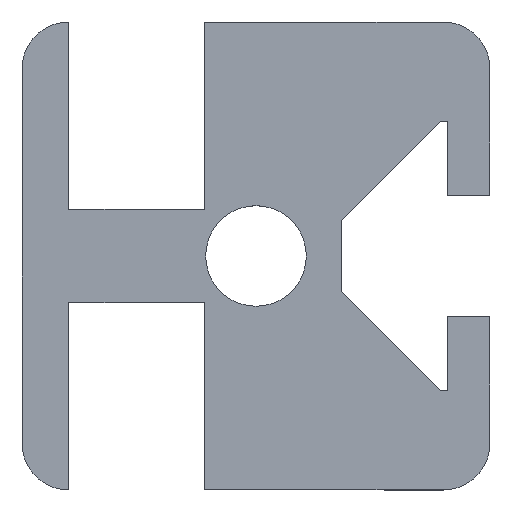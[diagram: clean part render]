
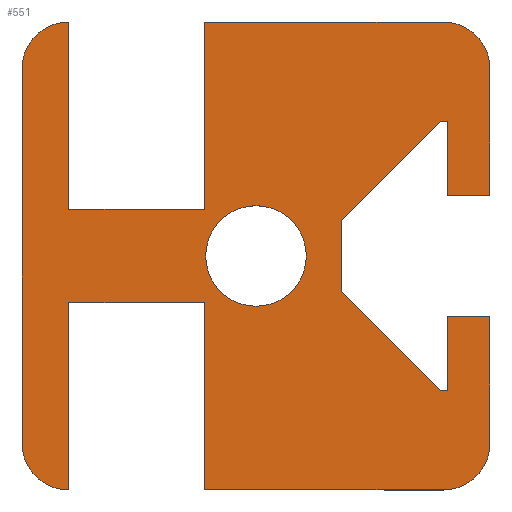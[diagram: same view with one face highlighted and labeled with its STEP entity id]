
A CAD part, top view. The second image highlights one B-rep face of the part: STEP entity #551.
In plain terms, the highlighted planar face has unit normal (0, 0, 1).
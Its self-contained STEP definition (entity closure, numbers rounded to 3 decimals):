
#60=CARTESIAN_POINT('',(8.,10.,0.5));
#61=VERTEX_POINT('',#60);
#68=CARTESIAN_POINT('',(10.,8.,0.5));
#69=VERTEX_POINT('',#68);
#70=CARTESIAN_POINT('',(8.,8.,0.5));
#71=DIRECTION('',(0.0,0.0,-1.));
#72=DIRECTION('',(0.707,0.707,0.0));
#73=AXIS2_PLACEMENT_3D('',#70,#71,#72);
#74=CIRCLE('',#73,2.);
#75=EDGE_CURVE('',#61,#69,#74,.T.);
#100=CARTESIAN_POINT('',(-2.2,10.0,0.5));
#101=VERTEX_POINT('',#100);
#108=CARTESIAN_POINT('',(-2.2,10.0,0.5));
#109=DIRECTION('',(1.0,0.0,0.0));
#110=VECTOR('',#109,10.2);
#111=LINE('',#108,#110);
#112=EDGE_CURVE('',#101,#61,#111,.T.);
#321=CARTESIAN_POINT('',(10.,-8.,0.5));
#322=VERTEX_POINT('',#321);
#329=CARTESIAN_POINT('',(8.,-10.,0.5));
#330=VERTEX_POINT('',#329);
#331=CARTESIAN_POINT('',(8.,-8.,0.5));
#332=DIRECTION('',(0.0,0.0,-1.));
#333=DIRECTION('',(0.707,-0.707,0.0));
#334=AXIS2_PLACEMENT_3D('',#331,#332,#333);
#335=CIRCLE('',#334,2.);
#336=EDGE_CURVE('',#322,#330,#335,.T.);
#353=CARTESIAN_POINT('',(-2.2,-10.0,0.5));
#354=VERTEX_POINT('',#353);
#355=CARTESIAN_POINT('',(8.,-10.,0.5));
#356=DIRECTION('',(-1.0,0.0,0.0));
#357=VECTOR('',#356,10.2);
#358=LINE('',#355,#357);
#359=EDGE_CURVE('',#330,#354,#358,.T.);
#371=CARTESIAN_POINT('',(0.,0.,0.5));
#372=DIRECTION('',(0.0,0.0,1.0));
#373=DIRECTION('',(1.0,0.0,0.0));
#374=AXIS2_PLACEMENT_3D('',#371,#372,#373);
#375=PLANE('',#374);
#376=ORIENTED_EDGE('',*,*,#75,.F.);
#377=ORIENTED_EDGE('',*,*,#112,.F.);
#378=CARTESIAN_POINT('',(-2.2,2.,0.5));
#379=VERTEX_POINT('',#378);
#380=CARTESIAN_POINT('',(-2.2,10.0,0.5));
#381=DIRECTION('',(0.0,-1.0,0.0));
#382=VECTOR('',#381,8.);
#383=LINE('',#380,#382);
#384=EDGE_CURVE('',#101,#379,#383,.T.);
#385=ORIENTED_EDGE('',*,*,#384,.T.);
#386=CARTESIAN_POINT('',(-8.,2.,0.5));
#387=VERTEX_POINT('',#386);
#388=CARTESIAN_POINT('',(-2.2,2.,0.5));
#389=DIRECTION('',(-1.0,0.0,0.0));
#390=VECTOR('',#389,5.8);
#391=LINE('',#388,#390);
#392=EDGE_CURVE('',#379,#387,#391,.T.);
#393=ORIENTED_EDGE('',*,*,#392,.T.);
#394=CARTESIAN_POINT('',(-8.,10.0,0.5));
#395=VERTEX_POINT('',#394);
#396=CARTESIAN_POINT('',(-8.,2.,0.5));
#397=DIRECTION('',(0.0,1.0,0.0));
#398=VECTOR('',#397,8.0);
#399=LINE('',#396,#398);
#400=EDGE_CURVE('',#387,#395,#399,.T.);
#401=ORIENTED_EDGE('',*,*,#400,.T.);
#402=CARTESIAN_POINT('',(-10.,8.0,0.5));
#403=VERTEX_POINT('',#402);
#404=CARTESIAN_POINT('',(-8.,8.0,0.5));
#405=DIRECTION('',(0.0,0.0,-1.));
#406=DIRECTION('',(-0.707,0.707,0.0));
#407=AXIS2_PLACEMENT_3D('',#404,#405,#406);
#408=CIRCLE('',#407,2.);
#409=EDGE_CURVE('',#403,#395,#408,.T.);
#410=ORIENTED_EDGE('',*,*,#409,.F.);
#411=CARTESIAN_POINT('',(-10.,-8.0,0.5));
#412=VERTEX_POINT('',#411);
#413=CARTESIAN_POINT('',(-10.,-8.0,0.5));
#414=DIRECTION('',(0.0,1.0,0.0));
#415=VECTOR('',#414,16.0);
#416=LINE('',#413,#415);
#417=EDGE_CURVE('',#412,#403,#416,.T.);
#418=ORIENTED_EDGE('',*,*,#417,.F.);
#419=CARTESIAN_POINT('',(-8.,-10.0,0.5));
#420=VERTEX_POINT('',#419);
#421=CARTESIAN_POINT('',(-8.,-8.0,0.5));
#422=DIRECTION('',(0.0,0.0,-1.));
#423=DIRECTION('',(-0.707,-0.707,0.0));
#424=AXIS2_PLACEMENT_3D('',#421,#422,#423);
#425=CIRCLE('',#424,2.);
#426=EDGE_CURVE('',#420,#412,#425,.T.);
#427=ORIENTED_EDGE('',*,*,#426,.F.);
#428=CARTESIAN_POINT('',(-8.,-2.,0.5));
#429=VERTEX_POINT('',#428);
#430=CARTESIAN_POINT('',(-8.,-10.0,0.5));
#431=DIRECTION('',(0.0,1.0,0.0));
#432=VECTOR('',#431,8.0);
#433=LINE('',#430,#432);
#434=EDGE_CURVE('',#420,#429,#433,.T.);
#435=ORIENTED_EDGE('',*,*,#434,.T.);
#436=CARTESIAN_POINT('',(-2.2,-2.,0.5));
#437=VERTEX_POINT('',#436);
#438=CARTESIAN_POINT('',(-8.,-2.,0.5));
#439=DIRECTION('',(1.0,0.0,0.0));
#440=VECTOR('',#439,5.8);
#441=LINE('',#438,#440);
#442=EDGE_CURVE('',#429,#437,#441,.T.);
#443=ORIENTED_EDGE('',*,*,#442,.T.);
#444=CARTESIAN_POINT('',(-2.2,-2.,0.5));
#445=DIRECTION('',(0.0,-1.0,0.0));
#446=VECTOR('',#445,8.);
#447=LINE('',#444,#446);
#448=EDGE_CURVE('',#437,#354,#447,.T.);
#449=ORIENTED_EDGE('',*,*,#448,.T.);
#450=ORIENTED_EDGE('',*,*,#359,.F.);
#451=ORIENTED_EDGE('',*,*,#336,.F.);
#452=CARTESIAN_POINT('',(10.,-2.6,0.5));
#453=VERTEX_POINT('',#452);
#454=CARTESIAN_POINT('',(10.,-2.6,0.5));
#455=DIRECTION('',(0.0,-1.0,0.0));
#456=VECTOR('',#455,5.4);
#457=LINE('',#454,#456);
#458=EDGE_CURVE('',#453,#322,#457,.T.);
#459=ORIENTED_EDGE('',*,*,#458,.F.);
#460=CARTESIAN_POINT('',(8.2,-2.6,0.5));
#461=VERTEX_POINT('',#460);
#462=CARTESIAN_POINT('',(10.,-2.6,0.5));
#463=DIRECTION('',(-1.0,0.0,0.0));
#464=VECTOR('',#463,1.8);
#465=LINE('',#462,#464);
#466=EDGE_CURVE('',#453,#461,#465,.T.);
#467=ORIENTED_EDGE('',*,*,#466,.T.);
#468=CARTESIAN_POINT('',(8.2,-5.75,0.5));
#469=VERTEX_POINT('',#468);
#470=CARTESIAN_POINT('',(8.2,-2.6,0.5));
#471=DIRECTION('',(0.0,-1.0,0.0));
#472=VECTOR('',#471,3.15);
#473=LINE('',#470,#472);
#474=EDGE_CURVE('',#461,#469,#473,.T.);
#475=ORIENTED_EDGE('',*,*,#474,.T.);
#476=CARTESIAN_POINT('',(7.9,-5.75,0.5));
#477=VERTEX_POINT('',#476);
#478=CARTESIAN_POINT('',(8.2,-5.75,0.5));
#479=DIRECTION('',(-1.0,0.0,0.0));
#480=VECTOR('',#479,0.3);
#481=LINE('',#478,#480);
#482=EDGE_CURVE('',#469,#477,#481,.T.);
#483=ORIENTED_EDGE('',*,*,#482,.T.);
#484=CARTESIAN_POINT('',(3.65,-1.5,0.5));
#485=VERTEX_POINT('',#484);
#486=CARTESIAN_POINT('',(7.9,-5.75,0.5));
#487=DIRECTION('',(-0.707,0.707,0.0));
#488=VECTOR('',#487,6.01);
#489=LINE('',#486,#488);
#490=EDGE_CURVE('',#477,#485,#489,.T.);
#491=ORIENTED_EDGE('',*,*,#490,.T.);
#492=CARTESIAN_POINT('',(3.65,1.5,0.5));
#493=VERTEX_POINT('',#492);
#494=CARTESIAN_POINT('',(3.65,-1.5,0.5));
#495=DIRECTION('',(0.0,1.0,0.0));
#496=VECTOR('',#495,3.);
#497=LINE('',#494,#496);
#498=EDGE_CURVE('',#485,#493,#497,.T.);
#499=ORIENTED_EDGE('',*,*,#498,.T.);
#500=CARTESIAN_POINT('',(7.9,5.75,0.5));
#501=VERTEX_POINT('',#500);
#502=CARTESIAN_POINT('',(3.65,1.5,0.5));
#503=DIRECTION('',(0.707,0.707,0.0));
#504=VECTOR('',#503,6.01);
#505=LINE('',#502,#504);
#506=EDGE_CURVE('',#493,#501,#505,.T.);
#507=ORIENTED_EDGE('',*,*,#506,.T.);
#508=CARTESIAN_POINT('',(8.2,5.75,0.5));
#509=VERTEX_POINT('',#508);
#510=CARTESIAN_POINT('',(7.9,5.75,0.5));
#511=DIRECTION('',(1.0,0.0,0.0));
#512=VECTOR('',#511,0.3);
#513=LINE('',#510,#512);
#514=EDGE_CURVE('',#501,#509,#513,.T.);
#515=ORIENTED_EDGE('',*,*,#514,.T.);
#516=CARTESIAN_POINT('',(8.2,2.6,0.5));
#517=VERTEX_POINT('',#516);
#518=CARTESIAN_POINT('',(8.2,5.75,0.5));
#519=DIRECTION('',(0.0,-1.0,0.0));
#520=VECTOR('',#519,3.15);
#521=LINE('',#518,#520);
#522=EDGE_CURVE('',#509,#517,#521,.T.);
#523=ORIENTED_EDGE('',*,*,#522,.T.);
#524=CARTESIAN_POINT('',(10.,2.6,0.5));
#525=VERTEX_POINT('',#524);
#526=CARTESIAN_POINT('',(8.2,2.6,0.5));
#527=DIRECTION('',(1.0,0.0,0.0));
#528=VECTOR('',#527,1.8);
#529=LINE('',#526,#528);
#530=EDGE_CURVE('',#517,#525,#529,.T.);
#531=ORIENTED_EDGE('',*,*,#530,.T.);
#532=CARTESIAN_POINT('',(10.,8.,0.5));
#533=DIRECTION('',(0.0,-1.0,0.0));
#534=VECTOR('',#533,5.4);
#535=LINE('',#532,#534);
#536=EDGE_CURVE('',#69,#525,#535,.T.);
#537=ORIENTED_EDGE('',*,*,#536,.F.);
#538=EDGE_LOOP('',(#376,#377,#385,#393,#401,#410,#418,#427,#435,#443,#449,#450,#451,#459,#467,#475,#483,#491,#499,#507,#515,#523,#531,#537));
#539=FACE_OUTER_BOUND('',#538,.T.);
#540=CARTESIAN_POINT('',(2.15,0.0,0.5));
#541=VERTEX_POINT('',#540);
#542=CARTESIAN_POINT('',(0.0,0.0,0.5));
#543=DIRECTION('',(0.0,0.0,-1.0));
#544=DIRECTION('',(1.0,0.0,0.0));
#545=AXIS2_PLACEMENT_3D('',#542,#543,#544);
#546=CIRCLE('',#545,2.15);
#547=EDGE_CURVE('',#541,#541,#546,.T.);
#548=ORIENTED_EDGE('',*,*,#547,.T.);
#549=EDGE_LOOP('',(#548));
#550=FACE_BOUND('',#549,.T.);
#551=ADVANCED_FACE('',(#539,#550),#375,.T.);
